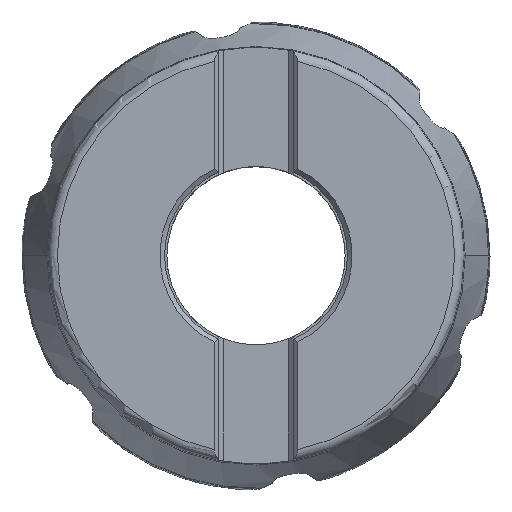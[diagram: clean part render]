
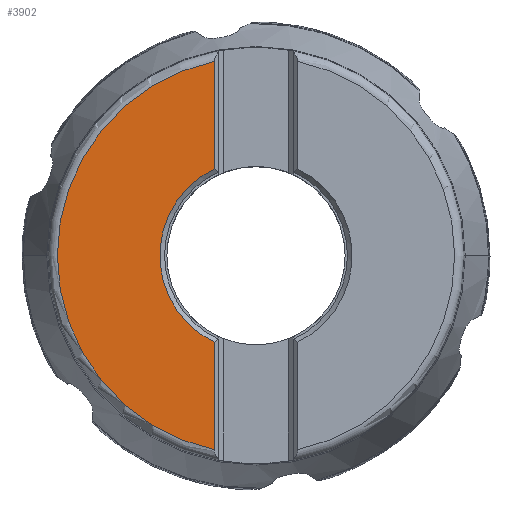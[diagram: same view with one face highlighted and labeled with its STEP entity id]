
A CAD part, top view. The second image highlights one B-rep face of the part: STEP entity #3902.
In plain terms, the highlighted planar face has unit normal (0, 0, 1).
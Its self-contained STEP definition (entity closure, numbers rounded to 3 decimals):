
#946=LINE('',#39068,#1486);
#947=LINE('',#39072,#1487);
#1486=VECTOR('',#17648,1.);
#1487=VECTOR('',#17651,1.);
#2144=FACE_OUTER_BOUND('',#4929,.T.);
#3902=ADVANCED_FACE('',(#2144),#4432,.T.);
#4432=PLANE('',#15238);
#4929=EDGE_LOOP('',(#7716,#7717,#7718,#7719));
#7716=ORIENTED_EDGE('',*,*,#12736,.T.);
#7717=ORIENTED_EDGE('',*,*,#12737,.F.);
#7718=ORIENTED_EDGE('',*,*,#12738,.T.);
#7719=ORIENTED_EDGE('',*,*,#12735,.F.);
#10860=VERTEX_POINT('',#39058);
#10861=VERTEX_POINT('',#39065);
#10862=VERTEX_POINT('',#39069);
#10863=VERTEX_POINT('',#39071);
#12735=EDGE_CURVE('',#10861,#10860,#13953,.T.);
#12736=EDGE_CURVE('',#10861,#10862,#946,.T.);
#12737=EDGE_CURVE('',#10863,#10862,#13954,.T.);
#12738=EDGE_CURVE('',#10863,#10860,#947,.T.);
#13953=CIRCLE('',#15235,20.55);
#13954=CIRCLE('',#15237,42.45);
#15235=AXIS2_PLACEMENT_3D('',#39066,#17644,#17645);
#15237=AXIS2_PLACEMENT_3D('',#39070,#17649,#17650);
#15238=AXIS2_PLACEMENT_3D('',#39073,#17652,#17653);
#17644=DIRECTION('',(0.,0.,1.));
#17645=DIRECTION('',(-0.435,0.9,0.));
#17648=DIRECTION('',(0.,1.,0.));
#17649=DIRECTION('',(0.,0.,-1.));
#17650=DIRECTION('',(-0.211,-0.978,0.));
#17651=DIRECTION('',(0.,1.,0.));
#17652=DIRECTION('',(0.,0.,1.));
#17653=DIRECTION('',(-1.,0.,0.));
#39058=CARTESIAN_POINT('',(-8.938,-18.505,0.));
#39065=CARTESIAN_POINT('',(-8.938,18.505,0.));
#39066=CARTESIAN_POINT('',(0.,0.,0.));
#39068=CARTESIAN_POINT('',(-8.938,18.505,0.));
#39069=CARTESIAN_POINT('',(-8.937,41.498,0.));
#39070=CARTESIAN_POINT('',(0.,0.,0.));
#39071=CARTESIAN_POINT('',(-8.938,-41.498,0.));
#39072=CARTESIAN_POINT('',(-8.938,-41.498,0.));
#39073=CARTESIAN_POINT('',(-25.695,0.,0.));
